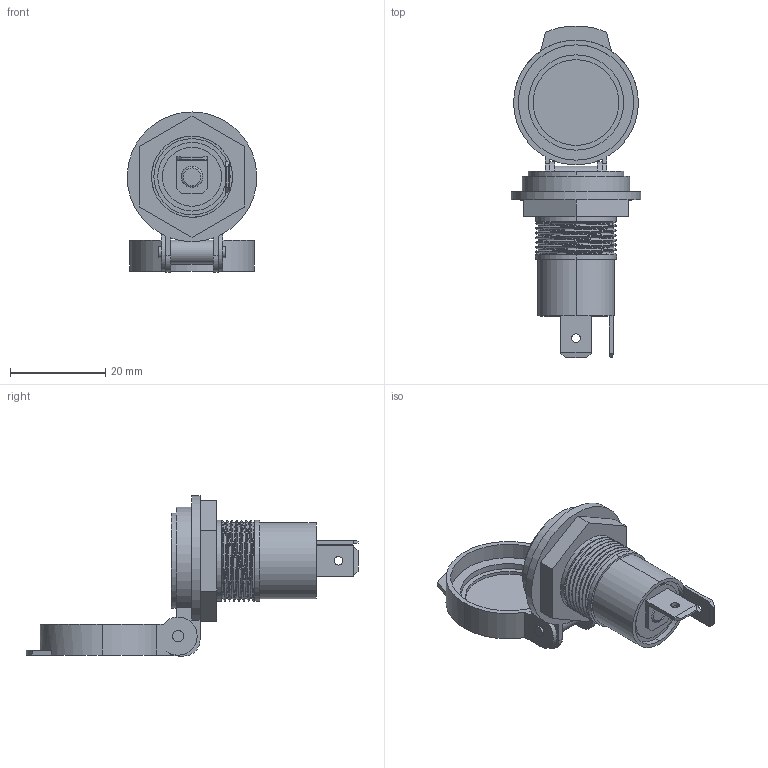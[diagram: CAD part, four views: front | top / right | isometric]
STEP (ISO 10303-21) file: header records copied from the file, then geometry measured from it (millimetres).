
FILE_DESCRIPTION (( 'STEP AP214' ), '1' );
FILE_NAME ('AS210.STEP', '2019-12-04T08:05:58', ( '' ), ( '' ), 'SwSTEP 2.0', 'SolidWorks 2017', '' );
FILE_SCHEMA (( 'AUTOMOTIVE_DESIGN' ));
Length unit declared in the file: millimetre
Products named in the file (1): AS210
Bounding box: 27.18 x 69.67 x 33.6 mm (x, y, z)
Volume: 9477.9 mm3; surface area: 8247.7 mm2
Topology: 9 solids, 9 shells, 171 faces, 422 edges, 280 vertices
Faces by surface type: cylinder 84, plane 80, bspline 3, torus 2, cone 2
Entity records: 6561 total; most frequent: CARTESIAN_POINT 2325, DIRECTION 878, ORIENTED_EDGE 844, EDGE_CURVE 422, AXIS2_PLACEMENT_3D 325, VERTEX_POINT 280, VECTOR 228, LINE 228
